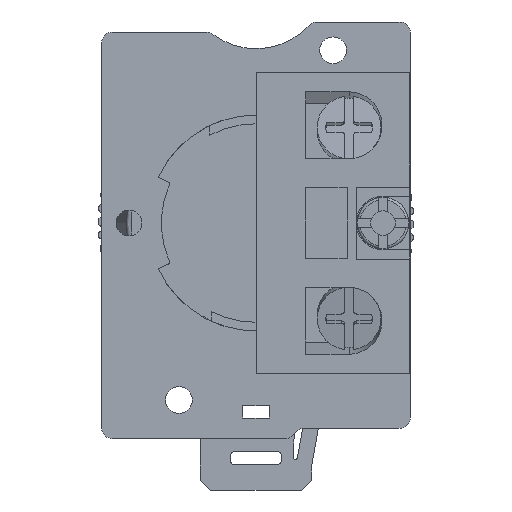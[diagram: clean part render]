
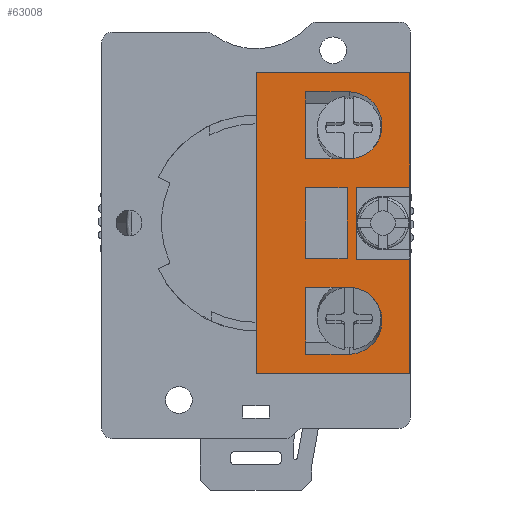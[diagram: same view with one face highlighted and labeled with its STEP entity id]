
A CAD part, front view. The second image highlights one B-rep face of the part: STEP entity #63008.
In plain terms, the highlighted planar face has unit normal (0, -1, 0).
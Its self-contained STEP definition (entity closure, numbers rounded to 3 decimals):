
#25268=DIRECTION('',(0.,0.,-1.));
#25269=VECTOR('',#25268,29.2);
#25270=CARTESIAN_POINT('',(0.05,-30.5,14.6));
#25271=LINE('',#25270,#25269);
#25381=DIRECTION('',(0.,0.,-1.));
#25382=VECTOR('',#25381,11.1);
#25383=CARTESIAN_POINT('',(14.95,-30.5,14.6));
#25384=LINE('',#25383,#25382);
#25535=DIRECTION('',(0.,0.,-1.));
#25536=VECTOR('',#25535,11.1);
#25537=CARTESIAN_POINT('',(14.95,-30.5,-3.5));
#25538=LINE('',#25537,#25536);
#25943=DIRECTION('',(0.,0.,-1.));
#25944=VECTOR('',#25943,7.);
#25945=CARTESIAN_POINT('',(9.75,-30.5,3.5));
#25946=LINE('',#25945,#25944);
#25950=DIRECTION('',(-1.,0.,0.));
#25951=VECTOR('',#25950,5.2);
#25952=CARTESIAN_POINT('',(14.95,-30.5,-3.5));
#25953=LINE('',#25952,#25951);
#25957=DIRECTION('',(1.,0.,0.));
#25958=VECTOR('',#25957,14.9);
#25959=CARTESIAN_POINT('',(0.05,-30.5,14.6));
#25960=LINE('',#25959,#25958);
#25964=DIRECTION('',(-1.,0.,0.));
#25965=VECTOR('',#25964,5.2);
#25966=CARTESIAN_POINT('',(14.95,-30.5,3.5));
#25967=LINE('',#25966,#25965);
#25971=DIRECTION('',(-1.,0.,0.));
#25972=VECTOR('',#25971,4.);
#25973=CARTESIAN_POINT('',(8.85,-30.5,3.45));
#25974=LINE('',#25973,#25972);
#25978=DIRECTION('',(0.,0.,-1.));
#25979=VECTOR('',#25978,6.9);
#25980=CARTESIAN_POINT('',(4.85,-30.5,3.45));
#25981=LINE('',#25980,#25979);
#25985=DIRECTION('',(1.,0.,0.));
#25986=VECTOR('',#25985,4.);
#25987=CARTESIAN_POINT('',(4.85,-30.5,-3.45));
#25988=LINE('',#25987,#25986);
#25992=DIRECTION('',(0.,0.,1.));
#25993=VECTOR('',#25992,6.9);
#25994=CARTESIAN_POINT('',(8.85,-30.5,-3.45));
#25995=LINE('',#25994,#25993);
#25999=DIRECTION('',(1.,0.,0.));
#26000=VECTOR('',#25999,4.2);
#26001=CARTESIAN_POINT('',(4.85,-30.5,6.251));
#26002=LINE('',#26001,#26000);
#26006=DIRECTION('',(1.,0.,0.));
#26007=VECTOR('',#26006,4.2);
#26008=CARTESIAN_POINT('',(4.85,-30.5,12.749));
#26009=LINE('',#26008,#26007);
#26013=DIRECTION('',(0.,0.,-1.));
#26014=VECTOR('',#26013,6.499);
#26015=CARTESIAN_POINT('',(4.85,-30.5,12.749));
#26016=LINE('',#26015,#26014);
#26020=DIRECTION('',(1.,0.,0.));
#26021=VECTOR('',#26020,4.2);
#26022=CARTESIAN_POINT('',(4.85,-30.5,-12.749));
#26023=LINE('',#26022,#26021);
#26027=DIRECTION('',(1.,0.,0.));
#26028=VECTOR('',#26027,4.2);
#26029=CARTESIAN_POINT('',(4.85,-30.5,-6.251));
#26030=LINE('',#26029,#26028);
#26034=DIRECTION('',(0.,0.,-1.));
#26035=VECTOR('',#26034,6.499);
#26036=CARTESIAN_POINT('',(4.85,-30.5,-6.251));
#26037=LINE('',#26036,#26035);
#26759=DIRECTION('',(1.,0.,0.));
#26760=VECTOR('',#26759,14.9);
#26761=CARTESIAN_POINT('',(0.05,-30.5,-14.6));
#26762=LINE('',#26761,#26760);
#26946=CARTESIAN_POINT('',(9.05,-30.5,12.749));
#26947=CARTESIAN_POINT('',(9.427,-30.5,12.749));
#26948=CARTESIAN_POINT('',(10.242,-30.5,12.611));
#26949=CARTESIAN_POINT('',(11.38,-30.5,11.866));
#26950=CARTESIAN_POINT('',(11.991,-30.5,10.905));
#26951=CARTESIAN_POINT('',(12.216,-30.5,10.087));
#26952=CARTESIAN_POINT('',(12.267,-30.5,9.5));
#26953=CARTESIAN_POINT('',(12.216,-30.5,8.913));
#26954=CARTESIAN_POINT('',(11.991,-30.5,8.095));
#26955=CARTESIAN_POINT('',(11.38,-30.5,7.134));
#26956=CARTESIAN_POINT('',(10.242,-30.5,6.389));
#26957=CARTESIAN_POINT('',(9.427,-30.5,6.251));
#26958=CARTESIAN_POINT('',(9.05,-30.5,6.251));
#27160=CARTESIAN_POINT('',(9.05,-30.5,-6.251));
#27161=CARTESIAN_POINT('',(9.427,-30.5,-6.251));
#27162=CARTESIAN_POINT('',(10.242,-30.5,-6.389));
#27163=CARTESIAN_POINT('',(11.38,-30.5,-7.134));
#27164=CARTESIAN_POINT('',(11.991,-30.5,-8.095));
#27165=CARTESIAN_POINT('',(12.216,-30.5,-8.913));
#27166=CARTESIAN_POINT('',(12.267,-30.5,-9.5));
#27167=CARTESIAN_POINT('',(12.216,-30.5,-10.087));
#27168=CARTESIAN_POINT('',(11.991,-30.5,-10.905));
#27169=CARTESIAN_POINT('',(11.38,-30.5,-11.866));
#27170=CARTESIAN_POINT('',(10.242,-30.5,-12.611));
#27171=CARTESIAN_POINT('',(9.427,-30.5,-12.749));
#27172=CARTESIAN_POINT('',(9.05,-30.5,-12.749));
#29835=CARTESIAN_POINT('',(0.05,-30.5,14.6));
#29837=VERTEX_POINT('',#29835);
#29838=CARTESIAN_POINT('',(0.05,-30.5,-14.6));
#29839=VERTEX_POINT('',#29838);
#29844=CARTESIAN_POINT('',(14.95,-30.5,14.6));
#29845=VERTEX_POINT('',#29844);
#29846=CARTESIAN_POINT('',(14.95,-30.5,-14.6));
#29847=VERTEX_POINT('',#29846);
#30026=CARTESIAN_POINT('',(14.95,-30.5,3.5));
#30028=VERTEX_POINT('',#30026);
#30030=CARTESIAN_POINT('',(14.95,-30.5,-3.5));
#30032=VERTEX_POINT('',#30030);
#30034=CARTESIAN_POINT('',(9.75,-30.5,3.5));
#30035=CARTESIAN_POINT('',(9.75,-30.5,-3.5));
#30036=VERTEX_POINT('',#30034);
#30037=VERTEX_POINT('',#30035);
#30172=CARTESIAN_POINT('',(8.85,-30.5,3.45));
#30173=CARTESIAN_POINT('',(4.85,-30.5,3.45));
#30174=VERTEX_POINT('',#30172);
#30175=VERTEX_POINT('',#30173);
#30176=CARTESIAN_POINT('',(4.85,-30.5,-3.45));
#30177=VERTEX_POINT('',#30176);
#30178=CARTESIAN_POINT('',(8.85,-30.5,-3.45));
#30179=VERTEX_POINT('',#30178);
#30180=CARTESIAN_POINT('',(4.85,-30.5,12.749));
#30181=CARTESIAN_POINT('',(4.85,-30.5,6.251));
#30182=VERTEX_POINT('',#30180);
#30183=VERTEX_POINT('',#30181);
#30184=CARTESIAN_POINT('',(4.85,-30.5,-6.251));
#30185=CARTESIAN_POINT('',(4.85,-30.5,-12.749));
#30186=VERTEX_POINT('',#30184);
#30187=VERTEX_POINT('',#30185);
#30192=CARTESIAN_POINT('',(9.05,-30.5,6.251));
#30194=VERTEX_POINT('',#30192);
#30196=CARTESIAN_POINT('',(9.05,-30.5,12.749));
#30197=VERTEX_POINT('',#30196);
#30198=CARTESIAN_POINT('',(9.05,-30.5,-6.251));
#30200=VERTEX_POINT('',#30198);
#30202=CARTESIAN_POINT('',(9.05,-30.5,-12.749));
#30203=VERTEX_POINT('',#30202);
#62959=CARTESIAN_POINT('',(0.05,-30.5,14.6));
#62960=DIRECTION('',(0.,-1.,0.));
#62961=DIRECTION('',(0.,0.,-1.));
#62962=AXIS2_PLACEMENT_3D('',#62959,#62960,#62961);
#62963=PLANE('',#62962);
#62965=ORIENTED_EDGE('',*,*,#62964,.T.);
#62967=ORIENTED_EDGE('',*,*,#62966,.F.);
#62968=ORIENTED_EDGE('',*,*,#62600,.T.);
#62970=ORIENTED_EDGE('',*,*,#62969,.F.);
#62971=ORIENTED_EDGE('',*,*,#62519,.F.);
#62972=ORIENTED_EDGE('',*,*,#62940,.T.);
#62973=ORIENTED_EDGE('',*,*,#62555,.T.);
#62975=ORIENTED_EDGE('',*,*,#62974,.T.);
#62976=EDGE_LOOP('',(#62965,#62967,#62968,#62970,#62971,#62972,#62973,#62975));
#62977=FACE_OUTER_BOUND('',#62976,.F.);
#62979=ORIENTED_EDGE('',*,*,#62978,.T.);
#62981=ORIENTED_EDGE('',*,*,#62980,.T.);
#62983=ORIENTED_EDGE('',*,*,#62982,.T.);
#62985=ORIENTED_EDGE('',*,*,#62984,.T.);
#62986=EDGE_LOOP('',(#62979,#62981,#62983,#62985));
#62987=FACE_BOUND('',#62986,.F.);
#62989=ORIENTED_EDGE('',*,*,#62988,.T.);
#62991=ORIENTED_EDGE('',*,*,#62990,.F.);
#62993=ORIENTED_EDGE('',*,*,#62992,.F.);
#62995=ORIENTED_EDGE('',*,*,#62994,.T.);
#62996=EDGE_LOOP('',(#62989,#62991,#62993,#62995));
#62997=FACE_BOUND('',#62996,.F.);
#62999=ORIENTED_EDGE('',*,*,#62998,.T.);
#63001=ORIENTED_EDGE('',*,*,#63000,.F.);
#63003=ORIENTED_EDGE('',*,*,#63002,.F.);
#63005=ORIENTED_EDGE('',*,*,#63004,.T.);
#63006=EDGE_LOOP('',(#62999,#63001,#63003,#63005));
#63007=FACE_BOUND('',#63006,.F.);
#26959=B_SPLINE_CURVE_WITH_KNOTS('',3,(#26946,#26947,#26948,#26949,#26950,
#26951,#26952,#26953,#26954,#26955,#26956,#26957,#26958),.UNSPECIFIED.,.F.,.F.,(
4,1,1,1,1,1,1,1,1,1,4),(0.,0.125,0.25,0.375,0.438,0.5,0.563,
0.625,0.75,0.875,1.),.UNSPECIFIED.);
#27173=B_SPLINE_CURVE_WITH_KNOTS('',3,(#27160,#27161,#27162,#27163,#27164,
#27165,#27166,#27167,#27168,#27169,#27170,#27171,#27172),.UNSPECIFIED.,.F.,.F.,(
4,1,1,1,1,1,1,1,1,1,4),(0.,0.125,0.25,0.375,0.438,0.5,0.563,
0.625,0.75,0.875,1.),.UNSPECIFIED.);
#62519=EDGE_CURVE('',#29837,#29839,#25271,.T.);
#62555=EDGE_CURVE('',#29845,#30028,#25384,.T.);
#62600=EDGE_CURVE('',#30032,#29847,#25538,.T.);
#62940=EDGE_CURVE('',#29837,#29845,#25960,.T.);
#62964=EDGE_CURVE('',#30036,#30037,#25946,.T.);
#62966=EDGE_CURVE('',#30032,#30037,#25953,.T.);
#62969=EDGE_CURVE('',#29839,#29847,#26762,.T.);
#62974=EDGE_CURVE('',#30028,#30036,#25967,.T.);
#62978=EDGE_CURVE('',#30174,#30175,#25974,.T.);
#62980=EDGE_CURVE('',#30175,#30177,#25981,.T.);
#62982=EDGE_CURVE('',#30177,#30179,#25988,.T.);
#62984=EDGE_CURVE('',#30179,#30174,#25995,.T.);
#62988=EDGE_CURVE('',#30183,#30194,#26002,.T.);
#62990=EDGE_CURVE('',#30197,#30194,#26959,.T.);
#62992=EDGE_CURVE('',#30182,#30197,#26009,.T.);
#62994=EDGE_CURVE('',#30182,#30183,#26016,.T.);
#62998=EDGE_CURVE('',#30187,#30203,#26023,.T.);
#63000=EDGE_CURVE('',#30200,#30203,#27173,.T.);
#63002=EDGE_CURVE('',#30186,#30200,#26030,.T.);
#63004=EDGE_CURVE('',#30186,#30187,#26037,.T.);
#63008=ADVANCED_FACE('',(#62977,#62987,#62997,#63007),#62963,.T.);
